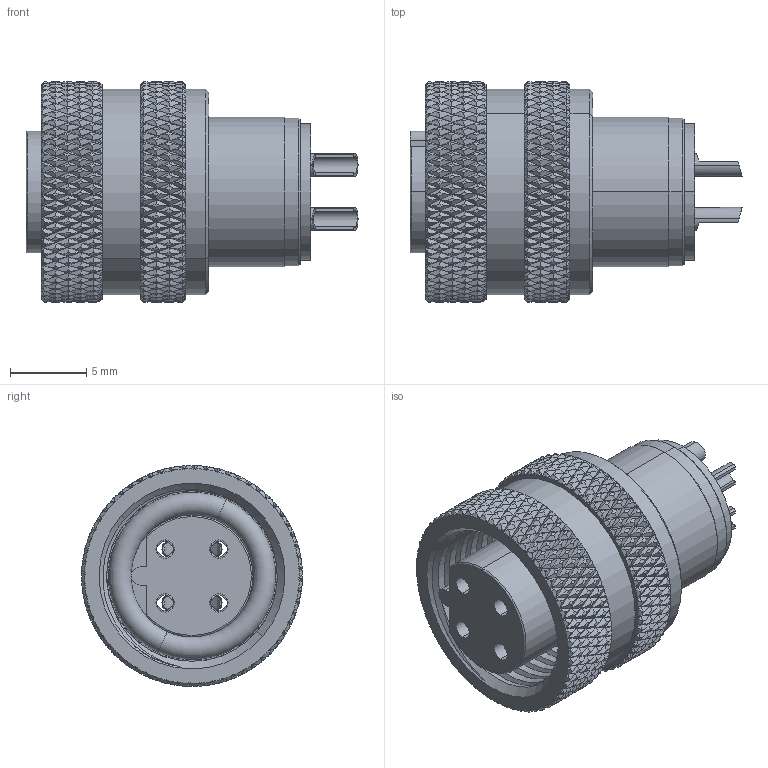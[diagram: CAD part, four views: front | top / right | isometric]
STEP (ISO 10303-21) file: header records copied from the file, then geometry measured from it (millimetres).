
FILE_DESCRIPTION (( 'STEP AP203' ), '1' );
FILE_NAME ('50-01016revA.STEP', '2023-02-03T22:14:49', ( '' ), ( '' ), 'SwSTEP 2.0', 'SolidWorks 2021', '' );
FILE_SCHEMA (( 'CONFIG_CONTROL_DESIGN' ));
Length unit declared in the file: millimetre
Products named in the file (6): 50-01016-05___; 50-01016-03___; 50-01016-04___; 50-01016-02___; 50-01016-01___; 50-01016revA
Assembly tree (8 placements, depth 2):
  50-01016revA
    50-01016-01___
    50-01016-02___
    50-01016-03___  x4
    50-01016-04___
    50-01016-05___
Bounding box: 21.8 x 14.5 x 14.5 mm (x, y, z)
Volume: 1766.7 mm3; surface area: 3607.9 mm2
Topology: 8 solids, 8 shells, 3029 faces, 8864 edges, 5869 vertices
Faces by surface type: bspline 1586, cylinder 703, cone 530, plane 131, torus 79
Entity records: 480795 total; most frequent: CARTESIAN_POINT 427089, ORIENTED_EDGE 16426, EDGE_CURVE 8213, B_SPLINE_CURVE_WITH_KNOTS 5516, VERTEX_POINT 5461, DIRECTION 4301, EDGE_LOOP 2802, FACE_OUTER_BOUND 2774
